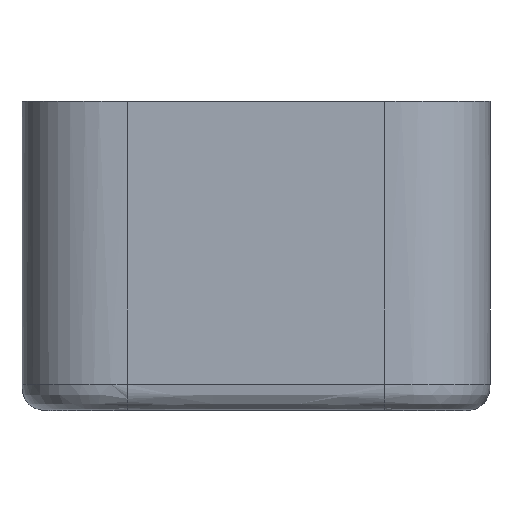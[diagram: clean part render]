
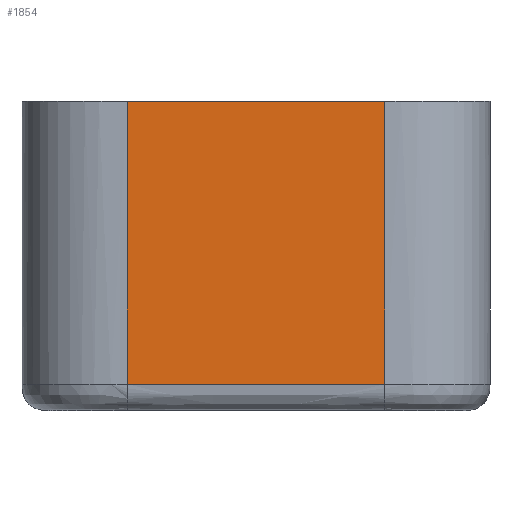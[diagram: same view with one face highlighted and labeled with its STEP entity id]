
A CAD part, left-side view. The second image highlights one B-rep face of the part: STEP entity #1854.
In plain terms, the highlighted planar face has unit normal (-1, 0, 0).
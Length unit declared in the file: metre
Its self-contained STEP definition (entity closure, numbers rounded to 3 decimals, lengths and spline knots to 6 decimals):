
#24=B_SPLINE_CURVE_WITH_KNOTS('',3,(#2808,#2809,#2810,#2811),
 .UNSPECIFIED.,.F.,.F.,(4,4),(0.,1.),.UNSPECIFIED.);
#266=ORIENTED_EDGE('',*,*,#779,.F.);
#267=ORIENTED_EDGE('',*,*,#780,.T.);
#268=ORIENTED_EDGE('',*,*,#775,.T.);
#269=ORIENTED_EDGE('',*,*,#781,.T.);
#775=EDGE_CURVE('',#1022,#1023,#1216,.T.);
#779=EDGE_CURVE('',#1026,#1027,#1218,.T.);
#780=EDGE_CURVE('',#1026,#1022,#24,.T.);
#781=EDGE_CURVE('',#1023,#1027,#1219,.T.);
#1022=VERTEX_POINT('',#2781);
#1023=VERTEX_POINT('',#2782);
#1026=VERTEX_POINT('',#2806);
#1027=VERTEX_POINT('',#2807);
#1216=LINE('',#2780,#1408);
#1218=LINE('',#2805,#1410);
#1219=LINE('',#2812,#1411);
#1408=VECTOR('',#2220,1.);
#1410=VECTOR('',#2224,1.);
#1411=VECTOR('',#2225,1.);
#1525=EDGE_LOOP('',(#266,#267,#268,#269));
#1658=FACE_BOUND('',#1525,.T.);
#1781=PLANE('',#1977);
#1854=ADVANCED_FACE('',(#1658),#1781,.F.);
#1977=AXIS2_PLACEMENT_3D('',#2804,#2222,#2223);
#2220=DIRECTION('',(0.,0.,1.));
#2222=DIRECTION('',(1.,0.,0.));
#2223=DIRECTION('',(0.,0.,-1.));
#2224=DIRECTION('',(0.,0.,1.));
#2225=DIRECTION('',(0.,1.,0.));
#2780=CARTESIAN_POINT('',(-0.042725,-0.00975,-0.0224));
#2781=CARTESIAN_POINT('',(-0.042725,-0.00975,-0.0204));
#2782=CARTESIAN_POINT('',(-0.042725,-0.00975,0.00105));
#2804=CARTESIAN_POINT('',(-0.042725,0.,-0.0224));
#2805=CARTESIAN_POINT('',(-0.042725,0.00975,-0.0224));
#2806=CARTESIAN_POINT('',(-0.042725,0.00975,-0.0204));
#2807=CARTESIAN_POINT('',(-0.042725,0.00975,0.00105));
#2808=CARTESIAN_POINT('',(-0.042725,0.00975,-0.0204));
#2809=CARTESIAN_POINT('',(-0.042725,0.00325,-0.0204));
#2810=CARTESIAN_POINT('',(-0.042725,-0.00325,-0.0204));
#2811=CARTESIAN_POINT('',(-0.042725,-0.00975,-0.0204));
#2812=CARTESIAN_POINT('',(-0.042725,0.,0.00105));
